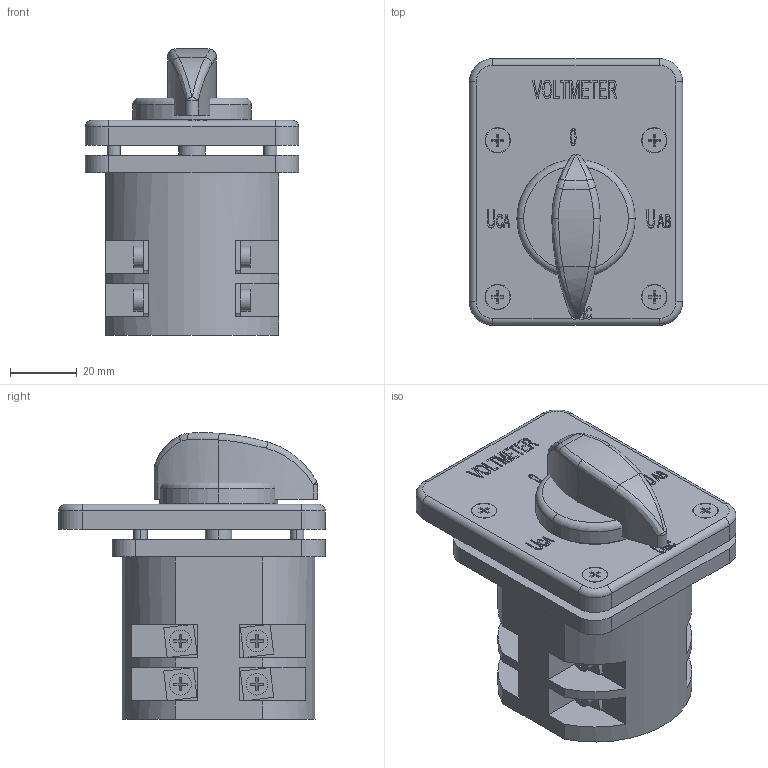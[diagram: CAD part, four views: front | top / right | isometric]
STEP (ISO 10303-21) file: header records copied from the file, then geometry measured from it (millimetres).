
FILE_DESCRIPTION (( 'STEP AP214' ), '1' );
FILE_NAME ('BCS13-032-5 Ïåðåêëþ÷àòåëü êóëà÷. ÏÊÏ32-53_Î 32À Uca-O-Uab-Ubc 3Ð_400Â.STEP', '2017-12-13T11:38:13', ( '' ), ( '' ), 'SwSTEP 2.0', 'SolidWorks 2014', '' );
FILE_SCHEMA (( 'AUTOMOTIVE_DESIGN' ));
Length unit declared in the file: millimetre
Products named in the file (1): BCS13-032-5 Ïåðåêëþ÷àòåëü êóëà÷. ÏÊÏ32-53_Î 32À  Uca-O-Uab-Ubc  3Ð_400Â
Bounding box: 64 x 80 x 85.98 mm (x, y, z)
Volume: 185926.4 mm3; surface area: 39216.2 mm2
Topology: 6 solids, 6 shells, 601 faces, 1513 edges, 980 vertices
Faces by surface type: plane 425, bspline 90, cylinder 78, torus 6, sphere 2
Entity records: 22381 total; most frequent: CARTESIAN_POINT 8373, ORIENTED_EDGE 3018, DIRECTION 2529, EDGE_CURVE 1509, LINE 1143, VECTOR 1143, VERTEX_POINT 978, AXIS2_PLACEMENT_3D 693
